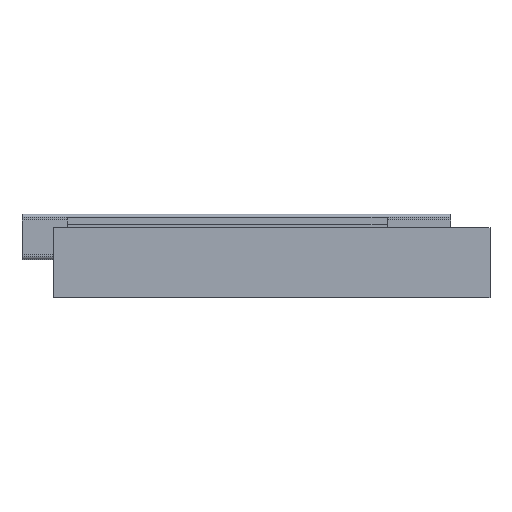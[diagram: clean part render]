
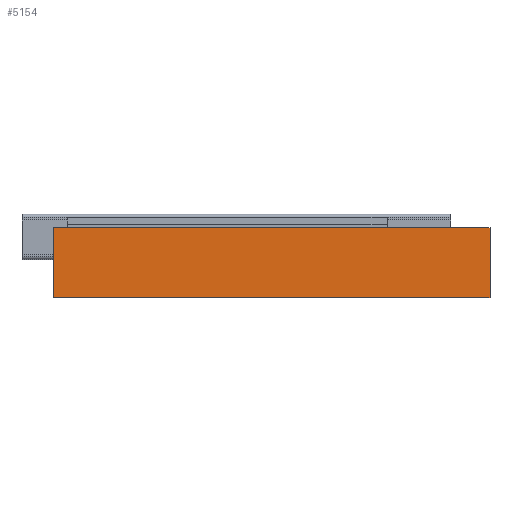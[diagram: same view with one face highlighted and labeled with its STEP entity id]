
A CAD part, front view. The second image highlights one B-rep face of the part: STEP entity #5154.
In plain terms, the highlighted planar face has unit normal (0, -1, 0).
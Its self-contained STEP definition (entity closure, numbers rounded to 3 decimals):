
#96 = LINE ( 'NONE', #4756, #6540 ) ;
#329 = VERTEX_POINT ( 'NONE', #4399 ) ;
#336 = VECTOR ( 'NONE', #3528, 1000. ) ;
#471 = EDGE_CURVE ( 'NONE', #5284, #5919, #1939, .T. ) ;
#625 = DIRECTION ( 'NONE',  ( 0., 1., 0. ) ) ;
#790 = CARTESIAN_POINT ( 'NONE',  ( 280., 0., 0. ) ) ;
#1939 = LINE ( 'NONE', #6200, #336 ) ;
#1980 = VERTEX_POINT ( 'NONE', #2922 ) ;
#2086 = CARTESIAN_POINT ( 'NONE',  ( 0., 0., 0. ) ) ;
#2435 = LINE ( 'NONE', #4495, #4268 ) ;
#2671 = CARTESIAN_POINT ( 'NONE',  ( 0., 0., 45. ) ) ;
#2856 = DIRECTION ( 'NONE',  ( -1., 0., 0. ) ) ;
#2922 = CARTESIAN_POINT ( 'NONE',  ( 280., 0., 45. ) ) ;
#3528 = DIRECTION ( 'NONE',  ( 0., 0., -1. ) ) ;
#3534 = ORIENTED_EDGE ( 'NONE', *, *, #6278, .F. ) ;
#3648 = EDGE_LOOP ( 'NONE', ( #4382, #3534, #4403, #4419 ) ) ;
#3869 = LINE ( 'NONE', #790, #5112 ) ;
#4134 = AXIS2_PLACEMENT_3D ( 'NONE', #5327, #625, #6309 ) ;
#4195 = EDGE_CURVE ( 'NONE', #1980, #5284, #96, .T. ) ;
#4268 = VECTOR ( 'NONE', #6043, 1000. ) ;
#4272 = FACE_OUTER_BOUND ( 'NONE', #3648, .T. ) ;
#4382 = ORIENTED_EDGE ( 'NONE', *, *, #471, .T. ) ;
#4399 = CARTESIAN_POINT ( 'NONE',  ( 280., 0., 0. ) ) ;
#4403 = ORIENTED_EDGE ( 'NONE', *, *, #4488, .F. ) ;
#4419 = ORIENTED_EDGE ( 'NONE', *, *, #4195, .T. ) ;
#4488 = EDGE_CURVE ( 'NONE', #1980, #329, #2435, .T. ) ;
#4495 = CARTESIAN_POINT ( 'NONE',  ( 280., 0., 45. ) ) ;
#4756 = CARTESIAN_POINT ( 'NONE',  ( 280., 0., 45. ) ) ;
#5112 = VECTOR ( 'NONE', #2856, 1000. ) ;
#5154 = ADVANCED_FACE ( 'NONE', ( #4272 ), #5790, .F. ) ;
#5284 = VERTEX_POINT ( 'NONE', #2671 ) ;
#5327 = CARTESIAN_POINT ( 'NONE',  ( 280., 0., 45. ) ) ;
#5790 = PLANE ( 'NONE',  #4134 ) ;
#5919 = VERTEX_POINT ( 'NONE', #2086 ) ;
#6043 = DIRECTION ( 'NONE',  ( 0., 0., -1. ) ) ;
#6200 = CARTESIAN_POINT ( 'NONE',  ( 0., 0., 45. ) ) ;
#6278 = EDGE_CURVE ( 'NONE', #329, #5919, #3869, .T. ) ;
#6288 = DIRECTION ( 'NONE',  ( -1., 0., 0. ) ) ;
#6309 = DIRECTION ( 'NONE',  ( 0., 0., 1. ) ) ;
#6540 = VECTOR ( 'NONE', #6288, 1000. ) ;
